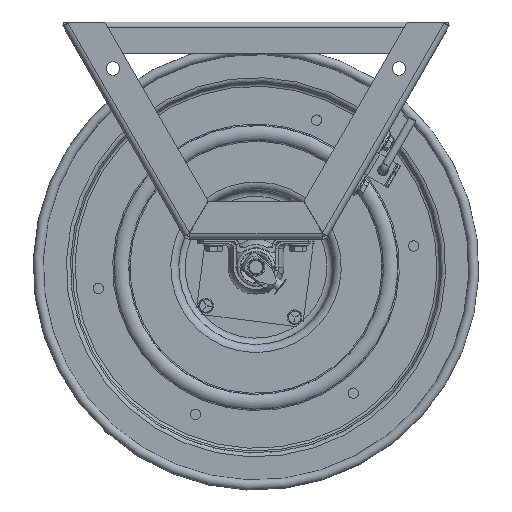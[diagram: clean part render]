
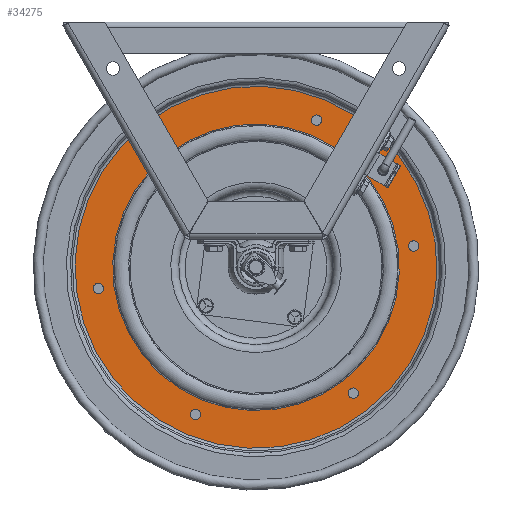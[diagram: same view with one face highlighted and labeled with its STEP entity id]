
A CAD part, front view. The second image highlights one B-rep face of the part: STEP entity #34275.
In plain terms, the highlighted planar face has unit normal (0, -1, 0).
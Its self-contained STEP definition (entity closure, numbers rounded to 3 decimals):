
#2183=FACE_BOUND('',#5759,.T.);
#2184=FACE_BOUND('',#5760,.T.);
#2185=FACE_BOUND('',#5761,.T.);
#2186=FACE_BOUND('',#5762,.T.);
#2187=FACE_BOUND('',#5763,.T.);
#2188=FACE_BOUND('',#5764,.T.);
#2189=FACE_BOUND('',#5765,.T.);
#2746=PLANE('',#36700);
#4013=FACE_OUTER_BOUND('',#5758,.T.);
#5758=EDGE_LOOP('',(#28928,#28929));
#5759=EDGE_LOOP('',(#28930,#28931));
#5760=EDGE_LOOP('',(#28932));
#5761=EDGE_LOOP('',(#28933));
#5762=EDGE_LOOP('',(#28934));
#5763=EDGE_LOOP('',(#28935));
#5764=EDGE_LOOP('',(#28936));
#5765=EDGE_LOOP('',(#28937));
#12321=CIRCLE('',#36697,5.667);
#12323=CIRCLE('',#36699,5.667);
#12324=CIRCLE('',#36701,7.159);
#12325=CIRCLE('',#36702,7.159);
#12326=CIRCLE('',#36703,0.205);
#12327=CIRCLE('',#36704,0.205);
#12328=CIRCLE('',#36705,0.205);
#12329=CIRCLE('',#36706,0.205);
#12330=CIRCLE('',#36707,0.205);
#12331=CIRCLE('',#36708,0.205);
#15890=VERTEX_POINT('',#66081);
#15891=VERTEX_POINT('',#66082);
#15892=VERTEX_POINT('',#66087);
#15893=VERTEX_POINT('',#66088);
#15894=VERTEX_POINT('',#66091);
#15895=VERTEX_POINT('',#66093);
#15896=VERTEX_POINT('',#66095);
#15897=VERTEX_POINT('',#66097);
#15898=VERTEX_POINT('',#66099);
#15899=VERTEX_POINT('',#66101);
#20972=EDGE_CURVE('',#15890,#15891,#12321,.T.);
#20974=EDGE_CURVE('',#15891,#15890,#12323,.T.);
#20975=EDGE_CURVE('',#15892,#15893,#12324,.T.);
#20976=EDGE_CURVE('',#15893,#15892,#12325,.T.);
#20977=EDGE_CURVE('',#15894,#15894,#12326,.T.);
#20978=EDGE_CURVE('',#15895,#15895,#12327,.T.);
#20979=EDGE_CURVE('',#15896,#15896,#12328,.T.);
#20980=EDGE_CURVE('',#15897,#15897,#12329,.T.);
#20981=EDGE_CURVE('',#15898,#15898,#12330,.T.);
#20982=EDGE_CURVE('',#15899,#15899,#12331,.T.);
#28928=ORIENTED_EDGE('',*,*,#20975,.T.);
#28929=ORIENTED_EDGE('',*,*,#20976,.T.);
#28930=ORIENTED_EDGE('',*,*,#20972,.F.);
#28931=ORIENTED_EDGE('',*,*,#20974,.F.);
#28932=ORIENTED_EDGE('',*,*,#20977,.T.);
#28933=ORIENTED_EDGE('',*,*,#20978,.T.);
#28934=ORIENTED_EDGE('',*,*,#20979,.T.);
#28935=ORIENTED_EDGE('',*,*,#20980,.T.);
#28936=ORIENTED_EDGE('',*,*,#20981,.T.);
#28937=ORIENTED_EDGE('',*,*,#20982,.T.);
#34275=ADVANCED_FACE('',(#4013,#2183,#2184,#2185,#2186,#2187,#2188,#2189),
#2746,.T.);
#36697=AXIS2_PLACEMENT_3D('',#66083,#43105,#43106);
#36699=AXIS2_PLACEMENT_3D('',#66085,#43109,#43110);
#36700=AXIS2_PLACEMENT_3D('',#66086,#43111,#43112);
#36701=AXIS2_PLACEMENT_3D('',#66089,#43113,#43114);
#36702=AXIS2_PLACEMENT_3D('',#66090,#43115,#43116);
#36703=AXIS2_PLACEMENT_3D('',#66092,#43117,#43118);
#36704=AXIS2_PLACEMENT_3D('',#66094,#43119,#43120);
#36705=AXIS2_PLACEMENT_3D('',#66096,#43121,#43122);
#36706=AXIS2_PLACEMENT_3D('',#66098,#43123,#43124);
#36707=AXIS2_PLACEMENT_3D('',#66100,#43125,#43126);
#36708=AXIS2_PLACEMENT_3D('',#66102,#43127,#43128);
#43105=DIRECTION('center_axis',(0.,-1.,0.));
#43106=DIRECTION('ref_axis',(0.792,0.,0.611));
#43109=DIRECTION('center_axis',(0.,-1.,0.));
#43110=DIRECTION('ref_axis',(0.792,0.,0.611));
#43111=DIRECTION('center_axis',(0.,-1.,0.));
#43112=DIRECTION('ref_axis',(0.611,0.,-0.792));
#43113=DIRECTION('center_axis',(0.,-1.,0.));
#43114=DIRECTION('ref_axis',(0.792,0.,0.611));
#43115=DIRECTION('center_axis',(0.,-1.,0.));
#43116=DIRECTION('ref_axis',(0.792,0.,0.611));
#43117=DIRECTION('center_axis',(0.,1.,0.));
#43118=DIRECTION('ref_axis',(-0.792,0.,-0.611));
#43119=DIRECTION('center_axis',(0.,1.,0.));
#43120=DIRECTION('ref_axis',(-0.925,0.,0.38));
#43121=DIRECTION('center_axis',(0.,1.,0.));
#43122=DIRECTION('ref_axis',(-0.133,0.,0.991));
#43123=DIRECTION('center_axis',(0.,1.,0.));
#43124=DIRECTION('ref_axis',(0.792,0.,0.611));
#43125=DIRECTION('center_axis',(0.,1.,0.));
#43126=DIRECTION('ref_axis',(0.925,0.,-0.38));
#43127=DIRECTION('center_axis',(0.,1.,0.));
#43128=DIRECTION('ref_axis',(0.133,0.,-0.991));
#66081=CARTESIAN_POINT('',(4.486,-4.153,3.453));
#66082=CARTESIAN_POINT('',(-3.463,-4.153,4.476));
#66083=CARTESIAN_POINT('Origin',(0.,-4.153,
-0.01));
#66085=CARTESIAN_POINT('Origin',(0.,-4.153,
-0.01));
#66086=CARTESIAN_POINT('Origin',(5.076,-4.153,3.909));
#66087=CARTESIAN_POINT('',(5.667,-4.153,4.365));
#66088=CARTESIAN_POINT('',(-4.375,-4.153,5.657));
#66089=CARTESIAN_POINT('Origin',(0.,-4.153,
-0.01));
#66090=CARTESIAN_POINT('Origin',(0.,-4.153,
-0.01));
#66091=CARTESIAN_POINT('',(-3.682,-4.153,5.094));
#66092=CARTESIAN_POINT('Origin',(-3.844,-4.153,4.969));
#66093=CARTESIAN_POINT('',(2.579,-4.153,5.73));
#66094=CARTESIAN_POINT('Origin',(2.39,-4.153,5.808));
#66095=CARTESIAN_POINT('',(6.261,-4.153,0.626));
#66096=CARTESIAN_POINT('Origin',(6.234,-4.153,0.83));
#66097=CARTESIAN_POINT('',(3.682,-4.153,-5.114));
#66098=CARTESIAN_POINT('Origin',(3.844,-4.153,-4.989));
#66099=CARTESIAN_POINT('',(-2.579,-4.153,-5.75));
#66100=CARTESIAN_POINT('Origin',(-2.39,-4.153,-5.828));
#66101=CARTESIAN_POINT('',(-6.261,-4.153,-0.646));
#66102=CARTESIAN_POINT('Origin',(-6.234,-4.153,-0.85));
